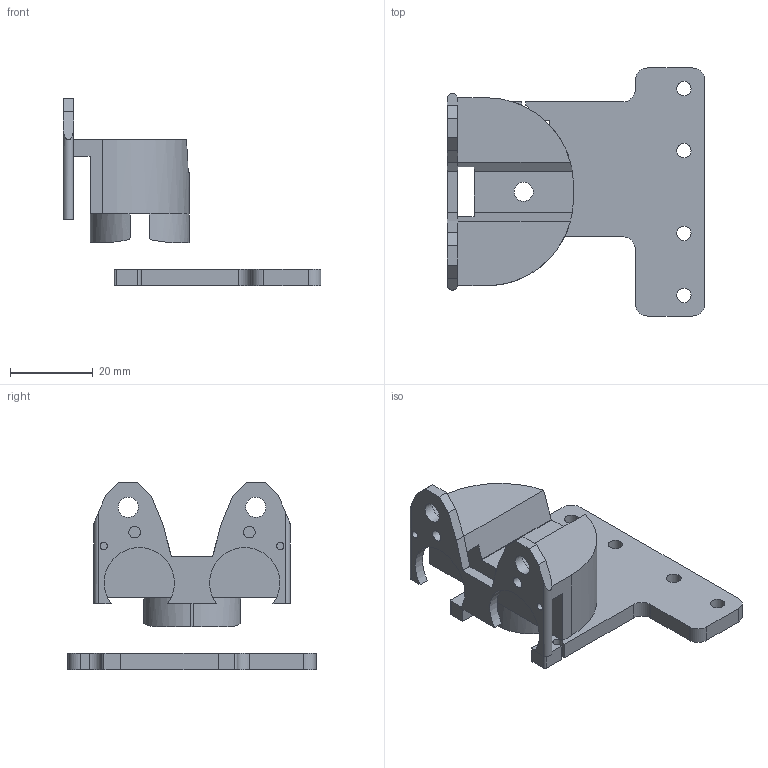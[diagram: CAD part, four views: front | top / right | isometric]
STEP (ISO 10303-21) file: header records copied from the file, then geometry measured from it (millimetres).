
FILE_DESCRIPTION(/* description */ (''),/* implementation_level */ '2;1');
FILE_NAME(/* name */ 'Hcsr04_holder.step',/* time_stamp */ '2021-06-01T09:30:48+02:00',/* author */ (''),/* organization */ (''),/* preprocessor_version */ 'ST-DEVELOPER v18.1',/* originating_system */ 'Autodesk Translation Framework v10.9.0.1377',/* authorisation */ '');
FILE_SCHEMA (('AUTOMOTIVE_DESIGN { 1 0 10303 214 3 1 1 }'));
Length unit declared in the file: millimetre
Products named in the file (1): Hcsr04_holder
Bounding box: 62.32 x 60 x 45.25 mm (x, y, z)
Volume: 22560.9 mm3; surface area: 12646.9 mm2
Topology: 3 solids, 3 shells, 161 faces, 409 edges, 274 vertices
Faces by surface type: plane 100, cylinder 61
Full cylindrical faces by diameter (mm): 1.2 x16, 1.75 x2, 2.8 x4, 3.5 x4, 4.6 x1, 4.9 x2
Entity records: 4972 total; most frequent: DIRECTION 875, CARTESIAN_POINT 845, ORIENTED_EDGE 818, EDGE_CURVE 409, AXIS2_PLACEMENT_3D 304, VERTEX_POINT 274, LINE 267, VECTOR 267
